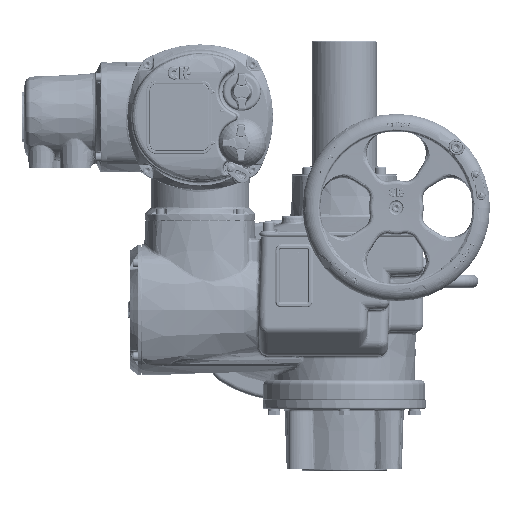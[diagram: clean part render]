
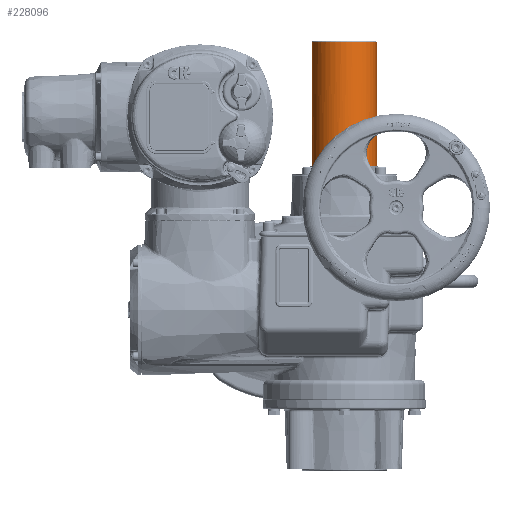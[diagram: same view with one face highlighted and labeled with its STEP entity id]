
A CAD part, front view. The second image highlights one B-rep face of the part: STEP entity #228096.
In plain terms, the highlighted cylindrical face has radius 38 mm (diameter 76 mm), a full revolution.
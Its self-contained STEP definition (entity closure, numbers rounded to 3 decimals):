
#13999=CYLINDRICAL_SURFACE('',#239297,38.);
#49851=ORIENTED_EDGE('',*,*,#89844,.F.);
#49852=ORIENTED_EDGE('',*,*,#90929,.T.);
#89844=EDGE_CURVE('',#111668,#111668,#124284,.T.);
#90929=EDGE_CURVE('',#112323,#112323,#124648,.T.);
#111668=VERTEX_POINT('',#338773);
#112323=VERTEX_POINT('',#349398);
#124284=CIRCLE('',#238668,38.);
#124648=CIRCLE('',#239296,38.);
#130366=EDGE_LOOP('',(#49851));
#130367=EDGE_LOOP('',(#49852));
#141689=FACE_BOUND('',#130366,.T.);
#141690=FACE_BOUND('',#130367,.T.);
#228096=ADVANCED_FACE('',(#141689,#141690),#13999,.T.);
#238668=AXIS2_PLACEMENT_3D('',#338772,#256688,#256689);
#239296=AXIS2_PLACEMENT_3D('',#349397,#258123,#258124);
#239297=AXIS2_PLACEMENT_3D('',#349399,#258125,#258126);
#256688=DIRECTION('',(0.,0.,-1.));
#256689=DIRECTION('',(0.,1.,0.));
#258123=DIRECTION('',(0.,0.,-1.));
#258124=DIRECTION('',(-0.707,-0.707,0.));
#258125=DIRECTION('',(0.,0.,-1.));
#258126=DIRECTION('',(0.707,0.707,0.));
#338772=CARTESIAN_POINT('',(0.,0.,
245.99));
#338773=CARTESIAN_POINT('',(0.,38.,245.99));
#349397=CARTESIAN_POINT('',(0.,0.,
390.99));
#349398=CARTESIAN_POINT('',(-26.87,-26.87,390.99));
#349399=CARTESIAN_POINT('',(0.,0.,
390.99));
